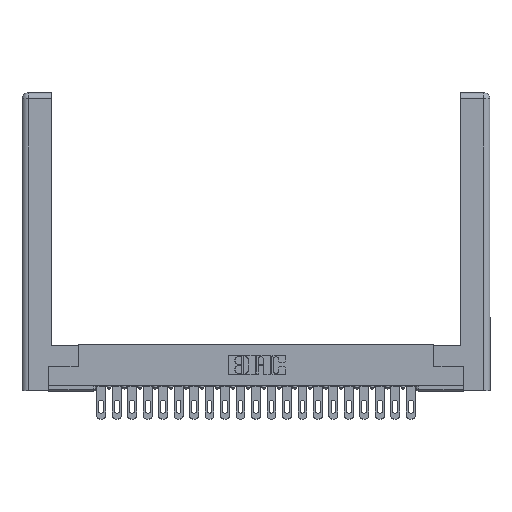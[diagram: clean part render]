
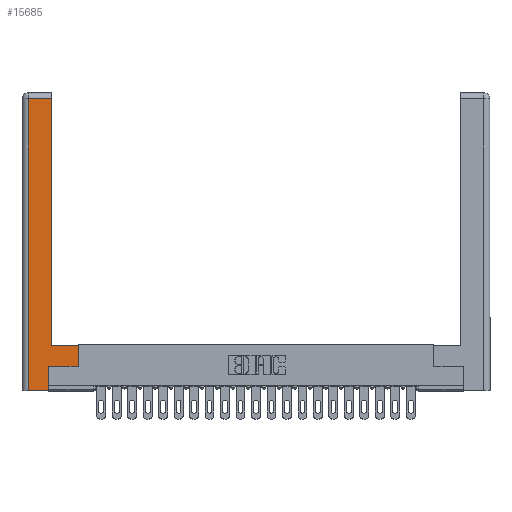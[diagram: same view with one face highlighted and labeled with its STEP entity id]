
A CAD part, top view. The second image highlights one B-rep face of the part: STEP entity #15685.
In plain terms, the highlighted planar face has unit normal (0, 0, 1).
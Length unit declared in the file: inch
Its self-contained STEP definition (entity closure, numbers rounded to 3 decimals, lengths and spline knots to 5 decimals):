
#369 = VECTOR ( 'NONE', #1858, 39.37008 ) ;
#401 = LINE ( 'NONE', #6044, #8258 ) ;
#599 = ORIENTED_EDGE ( 'NONE', *, *, #7225, .T. ) ;
#1094 = CARTESIAN_POINT ( 'NONE',  ( 0.265, 0., 0. ) ) ;
#1320 = VECTOR ( 'NONE', #17122, 39.37008 ) ;
#1858 = DIRECTION ( 'NONE',  ( 0., -1., 0. ) ) ;
#1926 = ORIENTED_EDGE ( 'NONE', *, *, #16503, .T. ) ;
#2406 = CARTESIAN_POINT ( 'NONE',  ( 0.295, 0.45, 0. ) ) ;
#2511 = ORIENTED_EDGE ( 'NONE', *, *, #3069, .T. ) ;
#2516 = ORIENTED_EDGE ( 'NONE', *, *, #4024, .T. ) ;
#2552 = LINE ( 'NONE', #20522, #4280 ) ;
#2690 = ORIENTED_EDGE ( 'NONE', *, *, #20377, .T. ) ;
#2737 = CARTESIAN_POINT ( 'NONE',  ( 0.295, 0.45, 0. ) ) ;
#3069 = EDGE_CURVE ( 'NONE', #9721, #6474, #22724, .T. ) ;
#3299 = DIRECTION ( 'NONE',  ( 1., 0., 0. ) ) ;
#3864 = LINE ( 'NONE', #16576, #369 ) ;
#4024 = EDGE_CURVE ( 'NONE', #18165, #12567, #2552, .T. ) ;
#4280 = VECTOR ( 'NONE', #5761, 39.37008 ) ;
#5761 = DIRECTION ( 'NONE',  ( 1., 0., 0. ) ) ;
#6044 = CARTESIAN_POINT ( 'NONE',  ( 0.265, 0.245, 0. ) ) ;
#6057 = CARTESIAN_POINT ( 'NONE',  ( 0.565, 0.45, 0. ) ) ;
#6148 = CARTESIAN_POINT ( 'NONE',  ( 0.295, 3., 0. ) ) ;
#6202 = CARTESIAN_POINT ( 'NONE',  ( 0.265, 0.245, 0. ) ) ;
#6357 = VERTEX_POINT ( 'NONE', #7695 ) ;
#6474 = VERTEX_POINT ( 'NONE', #13651 ) ;
#7225 = EDGE_CURVE ( 'NONE', #15829, #21624, #18513, .T. ) ;
#7333 = DIRECTION ( 'NONE',  ( 0., 0., -1. ) ) ;
#7359 = VECTOR ( 'NONE', #16522, 39.37008 ) ;
#7586 = CARTESIAN_POINT ( 'NONE',  ( 0., 0., 0. ) ) ;
#7695 = CARTESIAN_POINT ( 'NONE',  ( 0.0615, 0., 0. ) ) ;
#7809 = DIRECTION ( 'NONE',  ( 0., 1., 0. ) ) ;
#8258 = VECTOR ( 'NONE', #20123, 39.37008 ) ;
#9028 = EDGE_CURVE ( 'NONE', #6357, #11364, #19042, .T. ) ;
#9445 = FACE_OUTER_BOUND ( 'NONE', #15277, .T. ) ;
#9721 = VERTEX_POINT ( 'NONE', #19491 ) ;
#10405 = CARTESIAN_POINT ( 'NONE',  ( 0.565, 0.245, 0. ) ) ;
#11364 = VERTEX_POINT ( 'NONE', #16524 ) ;
#11415 = VECTOR ( 'NONE', #7809, 39.37008 ) ;
#12567 = VERTEX_POINT ( 'NONE', #10405 ) ;
#12772 = VECTOR ( 'NONE', #3299, 39.37008 ) ;
#12961 = DIRECTION ( 'NONE',  ( -1., 0., 0. ) ) ;
#13651 = CARTESIAN_POINT ( 'NONE',  ( 0.0615, 2.94, 0. ) ) ;
#15019 = VECTOR ( 'NONE', #16767, 39.37008 ) ;
#15277 = EDGE_LOOP ( 'NONE', ( #21105, #2511, #1926, #17543, #18418, #2516, #2690, #599 ) ) ;
#15685 = ADVANCED_FACE ( 'NONE', ( #9445 ), #16262, .F. ) ;
#15829 = VERTEX_POINT ( 'NONE', #16843 ) ;
#16262 = PLANE ( 'NONE',  #16502 ) ;
#16502 = AXIS2_PLACEMENT_3D ( 'NONE', #7586, #7333, #12961 ) ;
#16503 = EDGE_CURVE ( 'NONE', #6474, #6357, #3864, .T. ) ;
#16522 = DIRECTION ( 'NONE',  ( 0., 1., 0. ) ) ;
#16524 = CARTESIAN_POINT ( 'NONE',  ( 0.265, 0., 0. ) ) ;
#16576 = CARTESIAN_POINT ( 'NONE',  ( 0.0615, 0., 0. ) ) ;
#16767 = DIRECTION ( 'NONE',  ( -1., 0., 0. ) ) ;
#16843 = CARTESIAN_POINT ( 'NONE',  ( 0.565, 0.45, 0. ) ) ;
#16958 = EDGE_CURVE ( 'NONE', #11364, #18165, #401, .T. ) ;
#17122 = DIRECTION ( 'NONE',  ( -1., 0., 0. ) ) ;
#17454 = CARTESIAN_POINT ( 'NONE',  ( 0.0615, 2.94, 0. ) ) ;
#17543 = ORIENTED_EDGE ( 'NONE', *, *, #9028, .T. ) ;
#18165 = VERTEX_POINT ( 'NONE', #6202 ) ;
#18418 = ORIENTED_EDGE ( 'NONE', *, *, #16958, .T. ) ;
#18513 = LINE ( 'NONE', #2406, #15019 ) ;
#18718 = LINE ( 'NONE', #6148, #11415 ) ;
#19042 = LINE ( 'NONE', #1094, #12772 ) ;
#19075 = EDGE_CURVE ( 'NONE', #21624, #9721, #18718, .T. ) ;
#19491 = CARTESIAN_POINT ( 'NONE',  ( 0.295, 2.94, 0. ) ) ;
#20123 = DIRECTION ( 'NONE',  ( 0., 1., 0. ) ) ;
#20377 = EDGE_CURVE ( 'NONE', #12567, #15829, #22337, .T. ) ;
#20522 = CARTESIAN_POINT ( 'NONE',  ( 0.565, 0.245, 0. ) ) ;
#21105 = ORIENTED_EDGE ( 'NONE', *, *, #19075, .T. ) ;
#21624 = VERTEX_POINT ( 'NONE', #2737 ) ;
#22337 = LINE ( 'NONE', #6057, #7359 ) ;
#22724 = LINE ( 'NONE', #17454, #1320 ) ;
